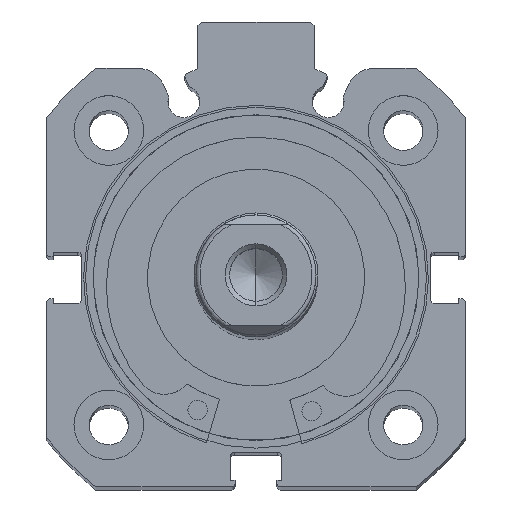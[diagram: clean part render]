
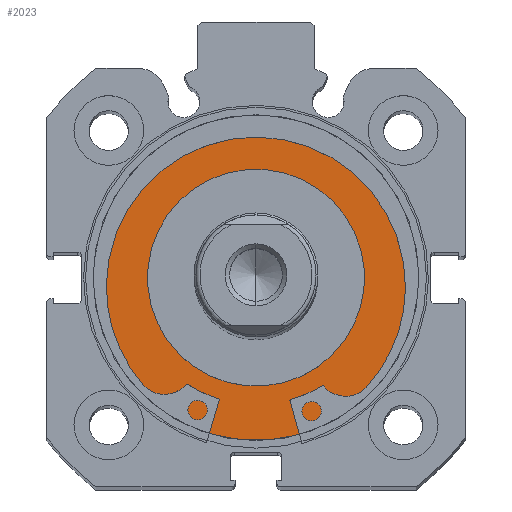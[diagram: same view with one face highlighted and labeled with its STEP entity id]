
A CAD part, top view. The second image highlights one B-rep face of the part: STEP entity #2023.
In plain terms, the highlighted face is planar.
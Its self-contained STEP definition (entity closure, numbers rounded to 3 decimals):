
#68 = CARTESIAN_POINT ( 'NONE',  ( 3.5, 0., 0. ) ) ;
#79 = DIRECTION ( 'NONE',  ( -1., 0., 0. ) ) ;
#80 = DIRECTION ( 'NONE',  ( 0., 0., 1. ) ) ;
#671 = CARTESIAN_POINT ( 'NONE',  ( 3.5, 0., 0. ) ) ;
#675 = DIRECTION ( 'NONE',  ( -1., 0., 0. ) ) ;
#676 = DIRECTION ( 'NONE',  ( 0., 0., 1. ) ) ;
#1151 = CARTESIAN_POINT ( 'NONE',  ( 3.5, 0., 0. ) ) ;
#1153 = DIRECTION ( 'NONE',  ( -1., 0., 0. ) ) ;
#1154 = DIRECTION ( 'NONE',  ( 0., 0., 1. ) ) ;
#1549 = CARTESIAN_POINT ( 'NONE',  ( 3.5, 0., 21. ) ) ;
#1550 = CARTESIAN_POINT ( 'NONE',  ( 3.5, 0., -21. ) ) ;
#1556 = CARTESIAN_POINT ( 'NONE',  ( 3.5, 0., -14. ) ) ;
#1558 = CARTESIAN_POINT ( 'NONE',  ( 3.5, 0., 14. ) ) ;
#2023 = ADVANCED_FACE ( 'NONE', ( #2987, #2993 ), #4590, .F. ) ;
#2987 = FACE_BOUND ( 'NONE', #7049, .T. ) ;
#2993 = FACE_OUTER_BOUND ( 'NONE', #7048, .T. ) ;
#3153 = CIRCLE ( 'NONE', #3974, 21. ) ;
#3855 = AXIS2_PLACEMENT_3D ( 'NONE', #4589, #4591, #4592 ) ;
#3974 = AXIS2_PLACEMENT_3D ( 'NONE', #4879, #4880, #4881 ) ;
#4047 = AXIS2_PLACEMENT_3D ( 'NONE', #68, #79, #80 ) ;
#4242 = AXIS2_PLACEMENT_3D ( 'NONE', #671, #675, #676 ) ;
#4428 = AXIS2_PLACEMENT_3D ( 'NONE', #1151, #1153, #1154 ) ;
#4589 = CARTESIAN_POINT ( 'NONE',  ( 3.5, 21., 0. ) ) ;
#4590 = PLANE ( 'NONE',  #3855 ) ;
#4591 = DIRECTION ( 'NONE',  ( 1., 0., 0. ) ) ;
#4592 = DIRECTION ( 'NONE',  ( 0., 0., -1. ) ) ;
#4879 = CARTESIAN_POINT ( 'NONE',  ( 3.5, 0., 0. ) ) ;
#4880 = DIRECTION ( 'NONE',  ( -1., 0., 0. ) ) ;
#4881 = DIRECTION ( 'NONE',  ( 0., 0., 1. ) ) ;
#5101 = CIRCLE ( 'NONE', #4047, 14. ) ;
#5471 = CIRCLE ( 'NONE', #4242, 21. ) ;
#5705 = CIRCLE ( 'NONE', #4428, 14. ) ;
#5869 = EDGE_CURVE ( 'NONE', #7555, #7556, #3153, .T. ) ;
#5944 = EDGE_CURVE ( 'NONE', #7564, #7562, #5101, .T. ) ;
#6182 = EDGE_CURVE ( 'NONE', #7556, #7555, #5471, .T. ) ;
#6353 = EDGE_CURVE ( 'NONE', #7562, #7564, #5705, .T. ) ;
#7048 = EDGE_LOOP ( 'NONE', ( #7109, #7108 ) ) ;
#7049 = EDGE_LOOP ( 'NONE', ( #7111, #7110 ) ) ;
#7108 = ORIENTED_EDGE ( 'NONE', *, *, #6182, .T. ) ;
#7109 = ORIENTED_EDGE ( 'NONE', *, *, #5869, .T. ) ;
#7110 = ORIENTED_EDGE ( 'NONE', *, *, #6353, .F. ) ;
#7111 = ORIENTED_EDGE ( 'NONE', *, *, #5944, .F. ) ;
#7555 = VERTEX_POINT ( 'NONE', #1549 ) ;
#7556 = VERTEX_POINT ( 'NONE', #1550 ) ;
#7562 = VERTEX_POINT ( 'NONE', #1556 ) ;
#7564 = VERTEX_POINT ( 'NONE', #1558 ) ;
